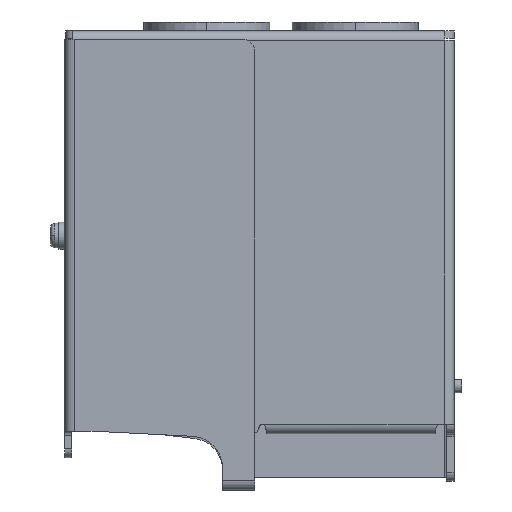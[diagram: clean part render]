
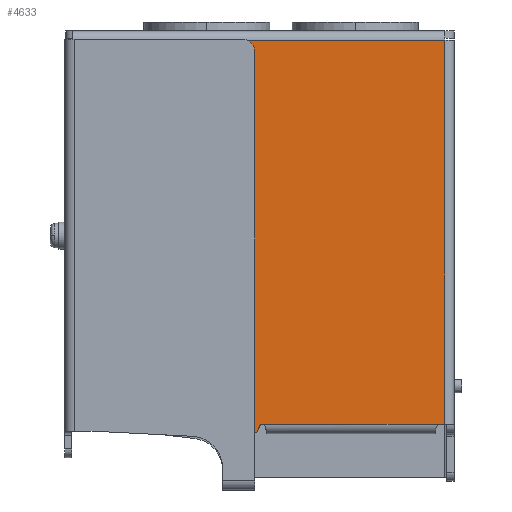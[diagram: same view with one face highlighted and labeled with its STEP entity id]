
A CAD part, left-side view. The second image highlights one B-rep face of the part: STEP entity #4633.
In plain terms, the highlighted planar face has unit normal (-1, 0, 0).
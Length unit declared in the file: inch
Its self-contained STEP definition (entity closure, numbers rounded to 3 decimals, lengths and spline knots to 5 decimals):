
#3 = ORIENTED_EDGE ( 'NONE', *, *, #2720, .T. ) ;
#27 = EDGE_CURVE ( 'NONE', #12505, #4902, #9010, .T. ) ;
#88 = DIRECTION ( 'NONE',  ( 0., 0., 1. ) ) ;
#125 = EDGE_CURVE ( 'NONE', #10045, #7395, #3475, .T. ) ;
#234 = ORIENTED_EDGE ( 'NONE', *, *, #2915, .T. ) ;
#256 = LINE ( 'NONE', #6745, #6373 ) ;
#596 = ORIENTED_EDGE ( 'NONE', *, *, #125, .F. ) ;
#630 = ORIENTED_EDGE ( 'NONE', *, *, #7976, .T. ) ;
#688 = DIRECTION ( 'NONE',  ( -1., 0., 0. ) ) ;
#788 = CARTESIAN_POINT ( 'NONE',  ( -1.38243, 0.15922, -3.52756 ) ) ;
#820 = DIRECTION ( 'NONE',  ( 1., 0., 0. ) ) ;
#944 = LINE ( 'NONE', #3244, #9720 ) ;
#957 = CARTESIAN_POINT ( 'NONE',  ( -1.38243, 1.48225, -1.14567 ) ) ;
#1020 = CARTESIAN_POINT ( 'NONE',  ( -1.38243, -0.09649, -3.44488 ) ) ;
#1094 = CARTESIAN_POINT ( 'NONE',  ( -1.38243, 0.15922, -3.13386 ) ) ;
#1119 = VECTOR ( 'NONE', #7480, 39.37008 ) ;
#1124 = CARTESIAN_POINT ( 'NONE',  ( -1.38243, -0.00628, -3.4685 ) ) ;
#1849 = ORIENTED_EDGE ( 'NONE', *, *, #7470, .T. ) ;
#1919 = DIRECTION ( 'NONE',  ( 0., 0., 1. ) ) ;
#2296 = ORIENTED_EDGE ( 'NONE', *, *, #6882, .T. ) ;
#2336 = VECTOR ( 'NONE', #6203, 39.37008 ) ;
#2384 = VECTOR ( 'NONE', #8523, 39.37008 ) ;
#2589 = CARTESIAN_POINT ( 'NONE',  ( -1.38243, 1.48225, -2.48819 ) ) ;
#2683 = AXIS2_PLACEMENT_3D ( 'NONE', #13222, #5109, #7436 ) ;
#2720 = EDGE_CURVE ( 'NONE', #13914, #5685, #10539, .T. ) ;
#2776 = ORIENTED_EDGE ( 'NONE', *, *, #4660, .T. ) ;
#2786 = DIRECTION ( 'NONE',  ( 0., 0., -1. ) ) ;
#2862 = CARTESIAN_POINT ( 'NONE',  ( -1.38243, 1.56493, -2.57087 ) ) ;
#2915 = EDGE_CURVE ( 'NONE', #12505, #6931, #8381, .T. ) ;
#2953 = ORIENTED_EDGE ( 'NONE', *, *, #7673, .T. ) ;
#3244 = CARTESIAN_POINT ( 'NONE',  ( -1.38243, 1.48225, 0. ) ) ;
#3356 = AXIS2_PLACEMENT_3D ( 'NONE', #1094, #14761, #7941 ) ;
#3475 = LINE ( 'NONE', #7409, #2384 ) ;
#3526 = CARTESIAN_POINT ( 'NONE',  ( -1.38243, 1.56493, -1. ) ) ;
#3604 = DIRECTION ( 'NONE',  ( 0., 0., -1. ) ) ;
#3638 = VERTEX_POINT ( 'NONE', #4173 ) ;
#3994 = CIRCLE ( 'NONE', #7727, 0.05906 ) ;
#4173 = CARTESIAN_POINT ( 'NONE',  ( -1.38243, 1.48225, -2.4252 ) ) ;
#4433 = ORIENTED_EDGE ( 'NONE', *, *, #10024, .T. ) ;
#4531 = VECTOR ( 'NONE', #4982, 39.37008 ) ;
#4623 = VERTEX_POINT ( 'NONE', #9650 ) ;
#4633 = ADVANCED_FACE ( 'NONE', ( #7881 ), #10951, .T. ) ;
#4660 = EDGE_CURVE ( 'NONE', #7335, #12115, #7148, .T. ) ;
#4685 = DIRECTION ( 'NONE',  ( -1., 0., 0. ) ) ;
#4697 = EDGE_CURVE ( 'NONE', #5685, #14198, #12859, .T. ) ;
#4879 = CARTESIAN_POINT ( 'NONE',  ( -1.38243, -1.69098, -0.08268 ) ) ;
#4887 = LINE ( 'NONE', #7358, #4531 ) ;
#4902 = VERTEX_POINT ( 'NONE', #13796 ) ;
#4982 = DIRECTION ( 'NONE',  ( 0., -1., 0. ) ) ;
#4999 = CARTESIAN_POINT ( 'NONE',  ( -1.38243, 1.39318, -2.94595 ) ) ;
#5109 = DIRECTION ( 'NONE',  ( -1., 0., 0. ) ) ;
#5167 = CIRCLE ( 'NONE', #9467, 0.08268 ) ;
#5255 = CARTESIAN_POINT ( 'NONE',  ( -1.38243, -1.69098, -3.44488 ) ) ;
#5338 = ORIENTED_EDGE ( 'NONE', *, *, #8117, .T. ) ;
#5685 = VERTEX_POINT ( 'NONE', #788 ) ;
#5785 = CARTESIAN_POINT ( 'NONE',  ( -1.38243, -0.00628, -3.52756 ) ) ;
#5802 = AXIS2_PLACEMENT_3D ( 'NONE', #7537, #688, #12023 ) ;
#5974 = VECTOR ( 'NONE', #6087, 39.37008 ) ;
#5992 = ORIENTED_EDGE ( 'NONE', *, *, #8068, .T. ) ;
#6087 = DIRECTION ( 'NONE',  ( 0., -1., 0. ) ) ;
#6095 = VERTEX_POINT ( 'NONE', #2862 ) ;
#6203 = DIRECTION ( 'NONE',  ( 0., -0.891, -0.455 ) ) ;
#6258 = CARTESIAN_POINT ( 'NONE',  ( -1.38243, 1.48225, -1.11417 ) ) ;
#6345 = CARTESIAN_POINT ( 'NONE',  ( -1.38243, 0.33824, -3.48451 ) ) ;
#6373 = VECTOR ( 'NONE', #88, 39.37008 ) ;
#6631 = CARTESIAN_POINT ( 'NONE',  ( -1.38243, 1.56493, -3.52756 ) ) ;
#6745 = CARTESIAN_POINT ( 'NONE',  ( -1.38243, -1.69098, 0. ) ) ;
#6882 = EDGE_CURVE ( 'NONE', #10045, #4902, #256, .T. ) ;
#6911 = DIRECTION ( 'NONE',  ( 0., 0., 1. ) ) ;
#6931 = VERTEX_POINT ( 'NONE', #3526 ) ;
#7148 = CIRCLE ( 'NONE', #11398, 0.0315 ) ;
#7335 = VERTEX_POINT ( 'NONE', #13204 ) ;
#7358 = CARTESIAN_POINT ( 'NONE',  ( -1.38243, 1.56493, -3.44488 ) ) ;
#7379 = DIRECTION ( 'NONE',  ( 1., 0., 0. ) ) ;
#7395 = VERTEX_POINT ( 'NONE', #9793 ) ;
#7409 = CARTESIAN_POINT ( 'NONE',  ( -1.38243, -1.66735, -3.44488 ) ) ;
#7436 = DIRECTION ( 'NONE',  ( 0., 0., 1. ) ) ;
#7454 = AXIS2_PLACEMENT_3D ( 'NONE', #9721, #8413, #14230 ) ;
#7470 = EDGE_CURVE ( 'NONE', #3638, #10423, #10626, .T. ) ;
#7480 = DIRECTION ( 'NONE',  ( 0., 0., -1. ) ) ;
#7537 = CARTESIAN_POINT ( 'NONE',  ( -1.38243, 1.48225, -1. ) ) ;
#7673 = EDGE_CURVE ( 'NONE', #6931, #7335, #10973, .T. ) ;
#7727 = AXIS2_PLACEMENT_3D ( 'NONE', #1124, #4685, #6911 ) ;
#7864 = CIRCLE ( 'NONE', #7454, 0.31496 ) ;
#7881 = FACE_OUTER_BOUND ( 'NONE', #12801, .T. ) ;
#7895 = ORIENTED_EDGE ( 'NONE', *, *, #13778, .T. ) ;
#7941 = DIRECTION ( 'NONE',  ( 0., 0., -1. ) ) ;
#7976 = EDGE_CURVE ( 'NONE', #6095, #4623, #8635, .T. ) ;
#8068 = EDGE_CURVE ( 'NONE', #12115, #3638, #944, .T. ) ;
#8117 = EDGE_CURVE ( 'NONE', #14198, #9427, #3994, .T. ) ;
#8118 = CARTESIAN_POINT ( 'NONE',  ( -1.38243, 1.39318, -2.94595 ) ) ;
#8343 = ORIENTED_EDGE ( 'NONE', *, *, #13587, .T. ) ;
#8355 = EDGE_CURVE ( 'NONE', #13550, #7395, #4887, .T. ) ;
#8381 = LINE ( 'NONE', #14238, #8563 ) ;
#8413 = DIRECTION ( 'NONE',  ( -1., 0., 0. ) ) ;
#8489 = CARTESIAN_POINT ( 'NONE',  ( -1.38243, 1.48225, -2.57087 ) ) ;
#8523 = DIRECTION ( 'NONE',  ( 0., 1., 0. ) ) ;
#8544 = DIRECTION ( 'NONE',  ( 0., 0., -1. ) ) ;
#8563 = VECTOR ( 'NONE', #14386, 39.37008 ) ;
#8635 = LINE ( 'NONE', #12130, #1119 ) ;
#8835 = CARTESIAN_POINT ( 'NONE',  ( -1.38243, 1.56493, -0.08268 ) ) ;
#8884 = DIRECTION ( 'NONE',  ( 0., 0., -1. ) ) ;
#9010 = LINE ( 'NONE', #4879, #5974 ) ;
#9242 = ORIENTED_EDGE ( 'NONE', *, *, #8355, .T. ) ;
#9427 = VERTEX_POINT ( 'NONE', #11427 ) ;
#9467 = AXIS2_PLACEMENT_3D ( 'NONE', #8489, #9646, #2786 ) ;
#9582 = ORIENTED_EDGE ( 'NONE', *, *, #10600, .T. ) ;
#9646 = DIRECTION ( 'NONE',  ( -1., 0., 0. ) ) ;
#9650 = CARTESIAN_POINT ( 'NONE',  ( -1.38243, 1.56493, -2.66543 ) ) ;
#9720 = VECTOR ( 'NONE', #8884, 39.37008 ) ;
#9721 = CARTESIAN_POINT ( 'NONE',  ( -1.38243, 1.24997, -2.66543 ) ) ;
#9793 = CARTESIAN_POINT ( 'NONE',  ( -1.38243, -1.64373, -3.44488 ) ) ;
#9901 = DIRECTION ( 'NONE',  ( 0., -1., 0. ) ) ;
#10024 = EDGE_CURVE ( 'NONE', #4623, #14267, #7864, .T. ) ;
#10045 = VERTEX_POINT ( 'NONE', #5255 ) ;
#10048 = VECTOR ( 'NONE', #9901, 39.37008 ) ;
#10356 = CARTESIAN_POINT ( 'NONE',  ( -1.38243, -0.09649, -3.47638 ) ) ;
#10423 = VERTEX_POINT ( 'NONE', #2589 ) ;
#10539 = CIRCLE ( 'NONE', #3356, 0.3937 ) ;
#10576 = LINE ( 'NONE', #4999, #2336 ) ;
#10600 = EDGE_CURVE ( 'NONE', #10423, #6095, #5167, .T. ) ;
#10626 = CIRCLE ( 'NONE', #11626, 0.0315 ) ;
#10951 = PLANE ( 'NONE',  #2683 ) ;
#10969 = CIRCLE ( 'NONE', #14081, 0.0315 ) ;
#10973 = CIRCLE ( 'NONE', #5802, 0.08268 ) ;
#11398 = AXIS2_PLACEMENT_3D ( 'NONE', #6258, #7379, #8544 ) ;
#11427 = CARTESIAN_POINT ( 'NONE',  ( -1.38243, -0.06511, -3.47364 ) ) ;
#11584 = DIRECTION ( 'NONE',  ( 1., 0., 0. ) ) ;
#11626 = AXIS2_PLACEMENT_3D ( 'NONE', #13349, #820, #1919 ) ;
#12023 = DIRECTION ( 'NONE',  ( 0., 0., 1. ) ) ;
#12115 = VERTEX_POINT ( 'NONE', #957 ) ;
#12130 = CARTESIAN_POINT ( 'NONE',  ( -1.38243, 1.56493, 0. ) ) ;
#12505 = VERTEX_POINT ( 'NONE', #8835 ) ;
#12801 = EDGE_LOOP ( 'NONE', ( #7895, #3, #13464, #5338, #8343, #9242, #596, #2296, #14772, #234, #2953, #2776, #5992, #1849, #9582, #630, #4433 ) ) ;
#12859 = LINE ( 'NONE', #6631, #10048 ) ;
#13204 = CARTESIAN_POINT ( 'NONE',  ( -1.38243, 1.48225, -1.08268 ) ) ;
#13222 = CARTESIAN_POINT ( 'NONE',  ( -1.38243, 1.56493, 0. ) ) ;
#13349 = CARTESIAN_POINT ( 'NONE',  ( -1.38243, 1.48225, -2.45669 ) ) ;
#13464 = ORIENTED_EDGE ( 'NONE', *, *, #4697, .T. ) ;
#13550 = VERTEX_POINT ( 'NONE', #1020 ) ;
#13587 = EDGE_CURVE ( 'NONE', #9427, #13550, #10969, .T. ) ;
#13778 = EDGE_CURVE ( 'NONE', #14267, #13914, #10576, .T. ) ;
#13796 = CARTESIAN_POINT ( 'NONE',  ( -1.38243, -1.69098, -0.08268 ) ) ;
#13914 = VERTEX_POINT ( 'NONE', #6345 ) ;
#14081 = AXIS2_PLACEMENT_3D ( 'NONE', #10356, #11584, #3604 ) ;
#14198 = VERTEX_POINT ( 'NONE', #5785 ) ;
#14230 = DIRECTION ( 'NONE',  ( 0., 0., 1. ) ) ;
#14238 = CARTESIAN_POINT ( 'NONE',  ( -1.38243, 1.56493, 0. ) ) ;
#14267 = VERTEX_POINT ( 'NONE', #8118 ) ;
#14386 = DIRECTION ( 'NONE',  ( 0., 0., -1. ) ) ;
#14761 = DIRECTION ( 'NONE',  ( -1., 0., 0. ) ) ;
#14772 = ORIENTED_EDGE ( 'NONE', *, *, #27, .F. ) ;
